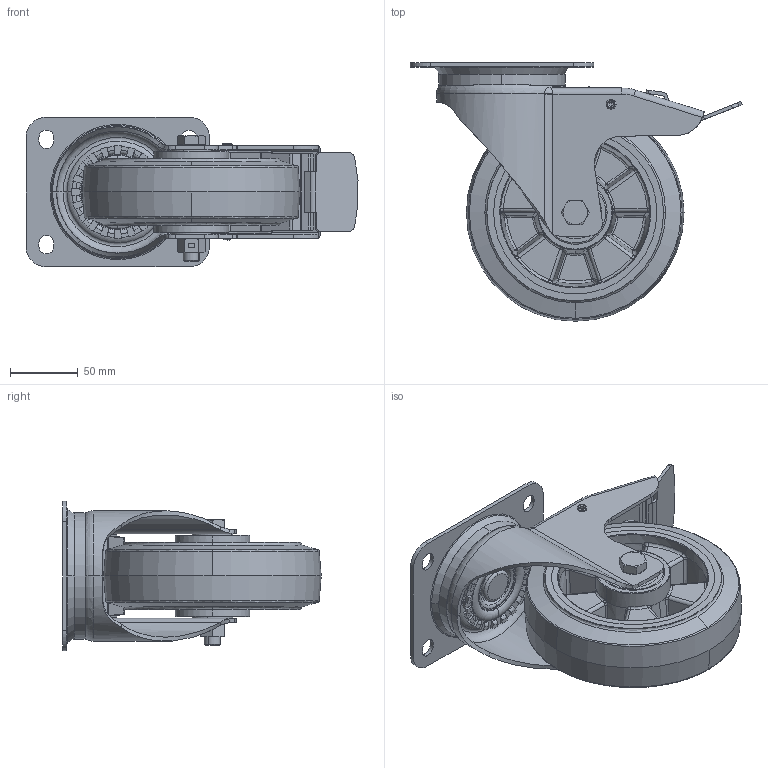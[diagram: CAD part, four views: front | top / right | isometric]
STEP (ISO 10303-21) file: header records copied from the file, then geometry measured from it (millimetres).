
FILE_DESCRIPTION (( 'STEP AP214' ), '1' );
FILE_NAME ('0055803.step', '2023-07-28T09:05:39', ( '' ), ( '' ), 'SwSTEP 2.0', 'SolidWorks 2020', '' );
FILE_SCHEMA (( 'AUTOMOTIVE_DESIGN' ));
Length unit declared in the file: millimetre
Products named in the file (1): 0055803
Bounding box: 244.14 x 190 x 110 mm (x, y, z)
Surface area: 293292.1 mm2 (no closed solid volume)
Topology: 0 solids, 28 shells, 1118 faces, 2982 edges, 1856 vertices
Faces by surface type: plane 299, bspline 277, cylinder 275, torus 140, cone 113, sphere 14
Entity records: 57748 total; most frequent: CARTESIAN_POINT 19602, ORIENTED_EDGE 5369, DIRECTION 5157, EDGE_CURVE 2936, AXIS2_PLACEMENT_3D 2115, VERTEX_POINT 1856, CIRCLE 1273, EDGE_LOOP 1190
